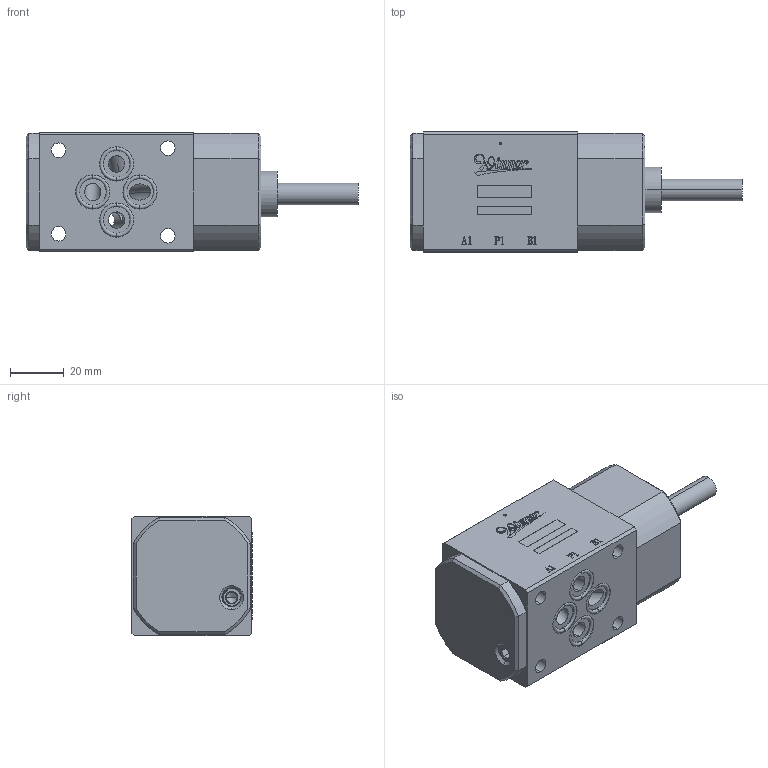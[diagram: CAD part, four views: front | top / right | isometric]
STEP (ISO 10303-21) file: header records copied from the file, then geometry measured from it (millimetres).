
FILE_DESCRIPTION (( 'STEP AP203' ), '1' );
FILE_NAME ('MH03DPE-N-10W3-Z01.STEP', '2025-01-10T00:37:05', ( 'user' ), ( '' ), 'SwSTEP 2.0', 'SolidWorks 2018', '' );
FILE_SCHEMA (( 'CONFIG_CONTROL_DESIGN' ));
Length unit declared in the file: millimetre
Products named in the file (4): 5DBP00A002; 4KAA012AA001_W3046用; MH03DPE-N-10W3-Z01; 6EC03040DPEXXA001
Assembly tree (6 placements, depth 2):
  MH03DPE-N-10W3-Z01
    4KAA012AA001_W3046用  x4
    5DBP00A002
    6EC03040DPEXXA001
Bounding box: 123.2 x 44.55 x 44.5 mm (x, y, z)
Volume: 141501.6 mm3; surface area: 31487.6 mm2
Topology: 7 solids, 7 shells, 544 faces, 1472 edges, 945 vertices
Faces by surface type: cylinder 228, plane 186, cone 64, bspline 50, torus 16
Entity records: 21967 total; most frequent: CARTESIAN_POINT 8312, ORIENTED_EDGE 2868, DIRECTION 2637, EDGE_CURVE 1434, AXIS2_PLACEMENT_3D 948, VERTEX_POINT 933, VECTOR 741, LINE 741
